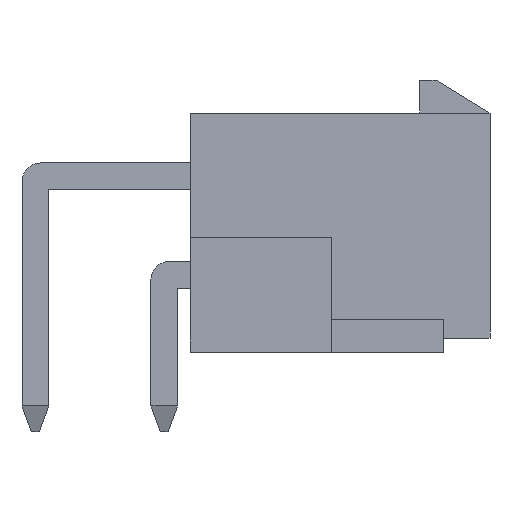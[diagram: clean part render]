
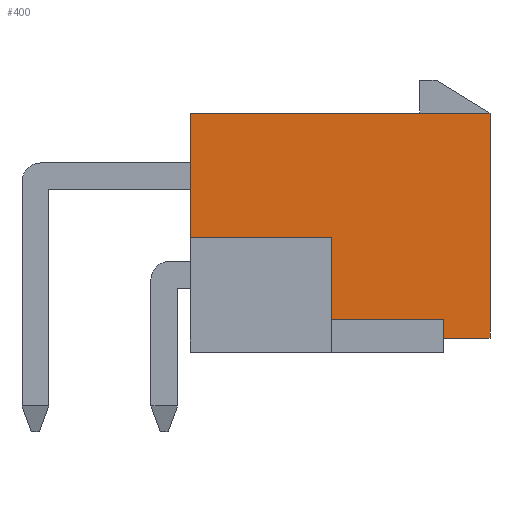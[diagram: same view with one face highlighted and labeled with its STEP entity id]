
A CAD part, left-side view. The second image highlights one B-rep face of the part: STEP entity #400.
In plain terms, the highlighted planar face has unit normal (-1, 0, 0).
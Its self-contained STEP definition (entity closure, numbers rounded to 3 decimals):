
#400 = ADVANCED_FACE( '', ( #779 ), #780, .T. );
#779 = FACE_OUTER_BOUND( '', #1140, .T. );
#780 = PLANE( '', #1141 );
#1140 = EDGE_LOOP( '', ( #2113, #2114, #2115, #2116, #2117, #2118, #2119, #2120 ) );
#1141 = AXIS2_PLACEMENT_3D( '', #2121, #2122, #2123 );
#2113 = ORIENTED_EDGE( '', *, *, #2343, .F. );
#2114 = ORIENTED_EDGE( '', *, *, #2485, .F. );
#2115 = ORIENTED_EDGE( '', *, *, #2372, .T. );
#2116 = ORIENTED_EDGE( '', *, *, #2507, .T. );
#2117 = ORIENTED_EDGE( '', *, *, #2588, .T. );
#2118 = ORIENTED_EDGE( '', *, *, #2568, .T. );
#2119 = ORIENTED_EDGE( '', *, *, #2464, .T. );
#2120 = ORIENTED_EDGE( '', *, *, #2231, .T. );
#2121 = CARTESIAN_POINT( '', ( -2.7, 0., 0. ) );
#2122 = DIRECTION( '', ( -1., 0., 0. ) );
#2123 = DIRECTION( '', ( 0., 0., 1. ) );
#2231 = EDGE_CURVE( '', #2664, #2662, #2665, .T. );
#2343 = EDGE_CURVE( '', #2854, #2662, #2856, .T. );
#2372 = EDGE_CURVE( '', #2898, #2896, #2899, .T. );
#2464 = EDGE_CURVE( '', #3026, #2664, #3027, .T. );
#2485 = EDGE_CURVE( '', #2898, #2854, #3053, .T. );
#2507 = EDGE_CURVE( '', #2896, #3078, #3080, .T. );
#2568 = EDGE_CURVE( '', #3148, #3026, #3149, .T. );
#2588 = EDGE_CURVE( '', #3078, #3148, #3170, .T. );
#2662 = VERTEX_POINT( '', #3272 );
#2664 = VERTEX_POINT( '', #3275 );
#2665 = LINE( '', #3276, #3277 );
#2854 = VERTEX_POINT( '', #3554 );
#2856 = LINE( '', #3557, #3558 );
#2896 = VERTEX_POINT( '', #3615 );
#2898 = VERTEX_POINT( '', #3618 );
#2899 = LINE( '', #3619, #3620 );
#3026 = VERTEX_POINT( '', #3814 );
#3027 = LINE( '', #3815, #3816 );
#3053 = LINE( '', #3855, #3856 );
#3078 = VERTEX_POINT( '', #3894 );
#3080 = LINE( '', #3897, #3898 );
#3148 = VERTEX_POINT( '', #3994 );
#3149 = LINE( '', #3995, #3996 );
#3170 = LINE( '', #4024, #4025 );
#3272 = CARTESIAN_POINT( '', ( -2.7, 6.4, -0.5 ) );
#3275 = CARTESIAN_POINT( '', ( -2.7, 6.4, 4.8 ) );
#3276 = CARTESIAN_POINT( '', ( -2.7, 6.4, 4.8 ) );
#3277 = VECTOR( '', #4066, 1000. );
#3554 = CARTESIAN_POINT( '', ( -2.7, 0.38, -0.5 ) );
#3557 = CARTESIAN_POINT( '', ( -2.7, 0.38, -0.5 ) );
#3558 = VECTOR( '', #4165, 1000. );
#3615 = CARTESIAN_POINT( '', ( -2.7, -4.4, -3.998 ) );
#3618 = CARTESIAN_POINT( '', ( -2.7, 0.38, -3.998 ) );
#3619 = CARTESIAN_POINT( '', ( -2.7, 0.38, -3.998 ) );
#3620 = VECTOR( '', #4193, 1000. );
#3814 = CARTESIAN_POINT( '', ( -2.7, -6.4, 4.8 ) );
#3815 = CARTESIAN_POINT( '', ( -2.7, -6.4, 4.8 ) );
#3816 = VECTOR( '', #4270, 1000. );
#3855 = CARTESIAN_POINT( '', ( -2.7, 0.38, -5.4 ) );
#3856 = VECTOR( '', #4290, 1000. );
#3894 = CARTESIAN_POINT( '', ( -2.7, -4.4, -4.8 ) );
#3897 = CARTESIAN_POINT( '', ( -2.7, -4.4, -3.998 ) );
#3898 = VECTOR( '', #4308, 1000. );
#3994 = CARTESIAN_POINT( '', ( -2.7, -6.4, -4.8 ) );
#3995 = CARTESIAN_POINT( '', ( -2.7, -6.4, -4.8 ) );
#3996 = VECTOR( '', #4352, 1000. );
#4024 = CARTESIAN_POINT( '', ( -2.7, 6.4, -4.8 ) );
#4025 = VECTOR( '', #4360, 1000. );
#4066 = DIRECTION( '', ( 0., 0., -1. ) );
#4165 = DIRECTION( '', ( 0., 1., 0. ) );
#4193 = DIRECTION( '', ( 0., -1., 0. ) );
#4270 = DIRECTION( '', ( 0., 1., 0. ) );
#4290 = DIRECTION( '', ( 0., 0., 1. ) );
#4308 = DIRECTION( '', ( 0., 0., -1. ) );
#4352 = DIRECTION( '', ( 0., 0., 1. ) );
#4360 = DIRECTION( '', ( 0., -1., 0. ) );
